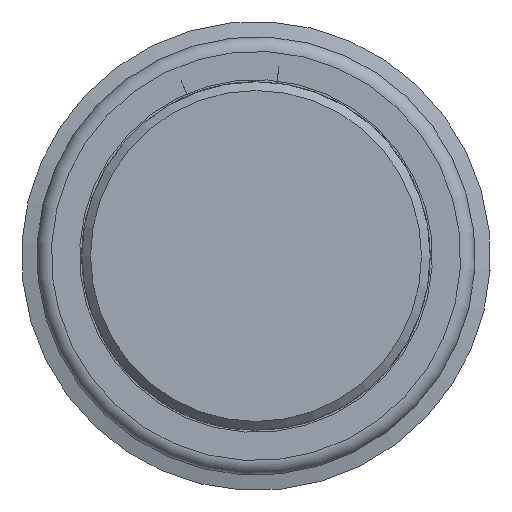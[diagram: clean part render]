
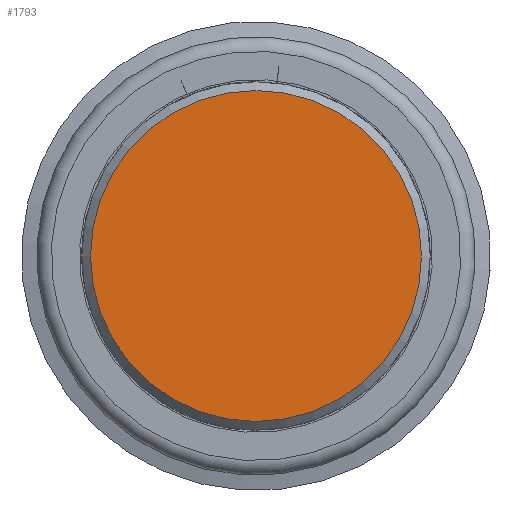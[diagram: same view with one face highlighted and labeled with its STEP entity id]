
A CAD part, left-side view. The second image highlights one B-rep face of the part: STEP entity #1793.
In plain terms, the highlighted planar face has unit normal (-1, 0, 0).
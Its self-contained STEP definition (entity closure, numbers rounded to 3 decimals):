
#1777=CARTESIAN_POINT('',(0.,5.35,0.0));
#1778=DIRECTION('',(-1.0,0.0,0.0));
#1779=DIRECTION('',(0.0,0.0,1.0));
#1780=AXIS2_PLACEMENT_3D('',#1777,#1778,#1779);
#1781=PLANE('',#1780);
#1782=CARTESIAN_POINT('',(0.,5.7,0.0));
#1783=VERTEX_POINT('',#1782);
#1784=CARTESIAN_POINT('',(0.0,0.0,0.0));
#1785=DIRECTION('',(1.0,0.0,0.0));
#1786=DIRECTION('',(0.0,1.0,0.0));
#1787=AXIS2_PLACEMENT_3D('',#1784,#1785,#1786);
#1788=CIRCLE('',#1787,5.7);
#1789=EDGE_CURVE('',#1783,#1783,#1788,.T.);
#1790=ORIENTED_EDGE('',*,*,#1789,.F.);
#1791=EDGE_LOOP('',(#1790));
#1792=FACE_OUTER_BOUND('',#1791,.T.);
#1793=ADVANCED_FACE('',(#1792),#1781,.T.);
